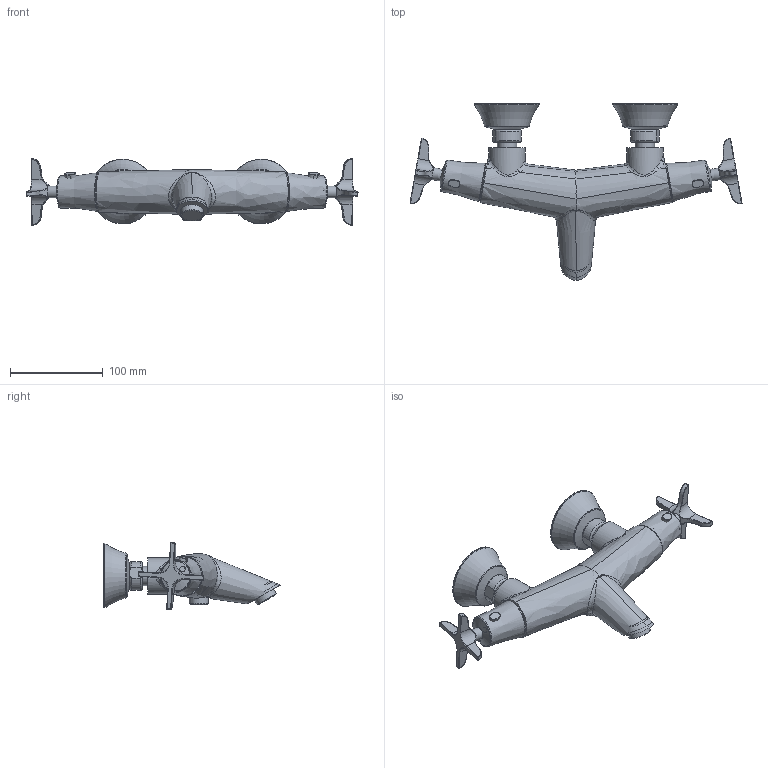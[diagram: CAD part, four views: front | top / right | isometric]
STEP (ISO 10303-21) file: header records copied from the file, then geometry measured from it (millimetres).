
FILE_DESCRIPTION (( 'STEP AP203' ), '1' );
FILE_NAME ('STEP913901S.STEP', '2021-10-22T11:45:26', ( '' ), ( '' ), 'SwSTEP 2.0', 'SolidWorks 2021', '' );
FILE_SCHEMA (( 'CONFIG_CONTROL_DESIGN' ));
Length unit declared in the file: millimetre
Products named in the file (1): STEP913901S
Bounding box: 358.66 x 190.51 x 72.03 mm (x, y, z)
Volume: 302020.9 mm3; surface area: 176757.6 mm2
Topology: 24 solids, 28 shells, 928 faces, 2260 edges, 1432 vertices
Faces by surface type: plane 329, cylinder 266, bspline 204, cone 82, torus 31, sphere 16
Full cylindrical faces by diameter (mm): 2.5 x2, 3 x3, 3.1 x4, 3.3 x8, 4.15 x2, 4.5 x3, 4.8 x2, 5.5 x3, 5.8 x10, 6 x1, 6.5 x3, 7 x2, 8 x7, 9 x2, 9.8 x1, 10 x1, 12 x1, 12.5 x5, 12.6 x3, 12.8 x3, 14.1 x1, 14.5 x2, 15 x1, 16 x1, 17.6 x1, 18.5 x2, 18.9 x1, 19.6 x1, 19.7 x1, 20 x1
Entity records: 49856 total; most frequent: CARTESIAN_POINT 31909, ORIENTED_EDGE 3802, DIRECTION 2969, EDGE_CURVE 1901, VERTEX_POINT 1331, EDGE_LOOP 1260, AXIS2_PLACEMENT_3D 1229, FACE_OUTER_BOUND 1076
